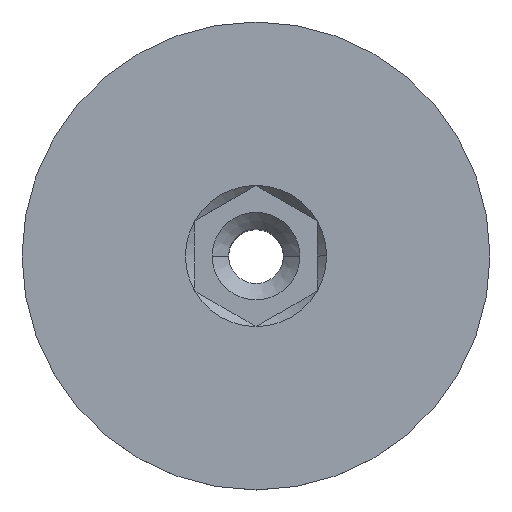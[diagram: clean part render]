
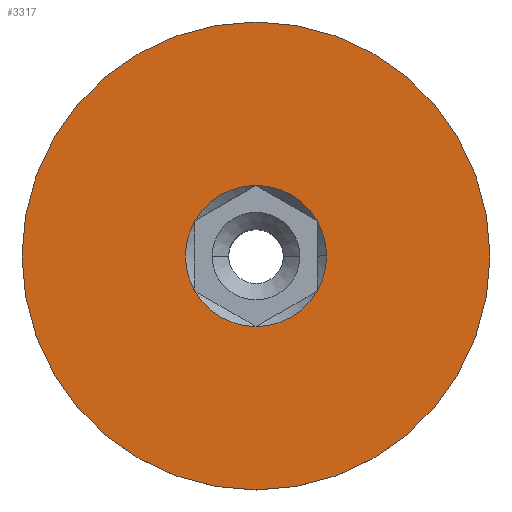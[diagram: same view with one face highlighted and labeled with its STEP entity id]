
A CAD part, top view. The second image highlights one B-rep face of the part: STEP entity #3317.
In plain terms, the highlighted planar face has unit normal (0, 0, 1).
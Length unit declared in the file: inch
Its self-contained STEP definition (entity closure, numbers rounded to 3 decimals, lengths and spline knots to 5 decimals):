
#20 = FACE_BOUND ( 'NONE', #3813, .T. ) ;
#40 = FACE_OUTER_BOUND ( 'NONE', #3702, .T. ) ;
#217 = DIRECTION ( 'NONE',  ( 0., -1., 0. ) ) ;
#218 = DIRECTION ( 'NONE',  ( 0., 0., 1. ) ) ;
#225 = PLANE ( 'NONE',  #2120 ) ;
#263 = CARTESIAN_POINT ( 'NONE',  ( 0., -0.082, 0. ) ) ;
#1415 = CARTESIAN_POINT ( 'NONE',  ( 0.04687, 0.02706, 0. ) ) ;
#1427 = CARTESIAN_POINT ( 'NONE',  ( -0.04688, -0.02706, 0. ) ) ;
#1540 = CARTESIAN_POINT ( 'NONE',  ( -0.04688, 0.02706, 0. ) ) ;
#1544 = CARTESIAN_POINT ( 'NONE',  ( 0.05413, 0., 0. ) ) ;
#1566 = CARTESIAN_POINT ( 'NONE',  ( 0., -0.05413, 0. ) ) ;
#1574 = CARTESIAN_POINT ( 'NONE',  ( 0., 0.05413, 0. ) ) ;
#1582 = CARTESIAN_POINT ( 'NONE',  ( 0., -0.1795, 0. ) ) ;
#1594 = CARTESIAN_POINT ( 'NONE',  ( 0., 0.1795, 0. ) ) ;
#1632 = CARTESIAN_POINT ( 'NONE',  ( 0.04687, -0.02706, 0. ) ) ;
#1666 = DIRECTION ( 'NONE',  ( 0., -1., 0. ) ) ;
#1669 = DIRECTION ( 'NONE',  ( 0., 0., 1. ) ) ;
#1670 = CARTESIAN_POINT ( 'NONE',  ( 0., 0., 0. ) ) ;
#1722 = DIRECTION ( 'NONE',  ( 1., 0., 0. ) ) ;
#1723 = DIRECTION ( 'NONE',  ( 0., 0., 1. ) ) ;
#1724 = CARTESIAN_POINT ( 'NONE',  ( 0., 0., 0. ) ) ;
#2120 = AXIS2_PLACEMENT_3D ( 'NONE', #263, #218, #217 ) ;
#2176 = EDGE_CURVE ( 'NONE', #4262, #3900, #3561, .T. ) ;
#2182 = EDGE_CURVE ( 'NONE', #4185, #4099, #3560, .T. ) ;
#2188 = AXIS2_PLACEMENT_3D ( 'NONE', #2760, #2761, #2762 ) ;
#2189 = AXIS2_PLACEMENT_3D ( 'NONE', #2755, #2756, #2757 ) ;
#2191 = AXIS2_PLACEMENT_3D ( 'NONE', #2749, #2750, #2751 ) ;
#2193 = AXIS2_PLACEMENT_3D ( 'NONE', #2740, #2741, #2742 ) ;
#2194 = AXIS2_PLACEMENT_3D ( 'NONE', #2490, #2462, #2566 ) ;
#2195 = AXIS2_PLACEMENT_3D ( 'NONE', #2502, #2503, #2501 ) ;
#2198 = AXIS2_PLACEMENT_3D ( 'NONE', #2591, #2572, #2570 ) ;
#2268 = EDGE_CURVE ( 'NONE', #4192, #4266, #3610, .T. ) ;
#2273 = EDGE_CURVE ( 'NONE', #3900, #4192, #3600, .T. ) ;
#2274 = EDGE_CURVE ( 'NONE', #3909, #4262, #3608, .T. ) ;
#2278 = EDGE_CURVE ( 'NONE', #4295, #3909, #3603, .T. ) ;
#2285 = EDGE_CURVE ( 'NONE', #4099, #4185, #3605, .T. ) ;
#2289 = EDGE_CURVE ( 'NONE', #3876, #4295, #3613, .T. ) ;
#2290 = EDGE_CURVE ( 'NONE', #4266, #3876, #3609, .T. ) ;
#2326 = AXIS2_PLACEMENT_3D ( 'NONE', #1724, #1723, #1722 ) ;
#2327 = AXIS2_PLACEMENT_3D ( 'NONE', #1670, #1669, #1666 ) ;
#2462 = DIRECTION ( 'NONE',  ( 0., 0., 1. ) ) ;
#2490 = CARTESIAN_POINT ( 'NONE',  ( 0., 0., 0. ) ) ;
#2501 = DIRECTION ( 'NONE',  ( 1., 0., 0. ) ) ;
#2502 = CARTESIAN_POINT ( 'NONE',  ( 0., 0., 0. ) ) ;
#2503 = DIRECTION ( 'NONE',  ( 0., 0., 1. ) ) ;
#2566 = DIRECTION ( 'NONE',  ( 1., 0., 0. ) ) ;
#2570 = DIRECTION ( 'NONE',  ( 1., 0., 0. ) ) ;
#2572 = DIRECTION ( 'NONE',  ( 0., 0., 1. ) ) ;
#2591 = CARTESIAN_POINT ( 'NONE',  ( 0., 0., 0. ) ) ;
#2740 = CARTESIAN_POINT ( 'NONE',  ( 0., 0., 0. ) ) ;
#2741 = DIRECTION ( 'NONE',  ( 0., 0., 1. ) ) ;
#2742 = DIRECTION ( 'NONE',  ( 1., 0., 0. ) ) ;
#2749 = CARTESIAN_POINT ( 'NONE',  ( 0., 0., 0. ) ) ;
#2750 = DIRECTION ( 'NONE',  ( 0., 0., 1. ) ) ;
#2751 = DIRECTION ( 'NONE',  ( 0., -1., 0. ) ) ;
#2755 = CARTESIAN_POINT ( 'NONE',  ( 0., 0., 0. ) ) ;
#2756 = DIRECTION ( 'NONE',  ( 0., 0., 1. ) ) ;
#2757 = DIRECTION ( 'NONE',  ( 1., 0., 0. ) ) ;
#2760 = CARTESIAN_POINT ( 'NONE',  ( 0., 0., 0. ) ) ;
#2761 = DIRECTION ( 'NONE',  ( 0., 0., 1. ) ) ;
#2762 = DIRECTION ( 'NONE',  ( 1., 0., 0. ) ) ;
#3317 = ADVANCED_FACE ( 'NONE', ( #20, #40 ), #225, .T. ) ;
#3560 = CIRCLE ( 'NONE', #2327, 0.1795 ) ;
#3561 = CIRCLE ( 'NONE', #2326, 0.05413 ) ;
#3600 = CIRCLE ( 'NONE', #2195, 0.05413 ) ;
#3603 = CIRCLE ( 'NONE', #2193, 0.05413 ) ;
#3605 = CIRCLE ( 'NONE', #2191, 0.1795 ) ;
#3608 = CIRCLE ( 'NONE', #2194, 0.05413 ) ;
#3609 = CIRCLE ( 'NONE', #2188, 0.05413 ) ;
#3610 = CIRCLE ( 'NONE', #2198, 0.05413 ) ;
#3613 = CIRCLE ( 'NONE', #2189, 0.05413 ) ;
#3702 = EDGE_LOOP ( 'NONE', ( #4137, #4090 ) ) ;
#3813 = EDGE_LOOP ( 'NONE', ( #3983, #4014, #4007, #3989, #4049, #3999, #4121 ) ) ;
#3876 = VERTEX_POINT ( 'NONE', #1427 ) ;
#3900 = VERTEX_POINT ( 'NONE', #1415 ) ;
#3909 = VERTEX_POINT ( 'NONE', #1632 ) ;
#3983 = ORIENTED_EDGE ( 'NONE', *, *, #2278, .F. ) ;
#3989 = ORIENTED_EDGE ( 'NONE', *, *, #2268, .F. ) ;
#3999 = ORIENTED_EDGE ( 'NONE', *, *, #2176, .F. ) ;
#4007 = ORIENTED_EDGE ( 'NONE', *, *, #2290, .F. ) ;
#4014 = ORIENTED_EDGE ( 'NONE', *, *, #2289, .F. ) ;
#4049 = ORIENTED_EDGE ( 'NONE', *, *, #2273, .F. ) ;
#4090 = ORIENTED_EDGE ( 'NONE', *, *, #2285, .T. ) ;
#4099 = VERTEX_POINT ( 'NONE', #1594 ) ;
#4121 = ORIENTED_EDGE ( 'NONE', *, *, #2274, .F. ) ;
#4137 = ORIENTED_EDGE ( 'NONE', *, *, #2182, .T. ) ;
#4185 = VERTEX_POINT ( 'NONE', #1582 ) ;
#4192 = VERTEX_POINT ( 'NONE', #1574 ) ;
#4262 = VERTEX_POINT ( 'NONE', #1544 ) ;
#4266 = VERTEX_POINT ( 'NONE', #1540 ) ;
#4295 = VERTEX_POINT ( 'NONE', #1566 ) ;
